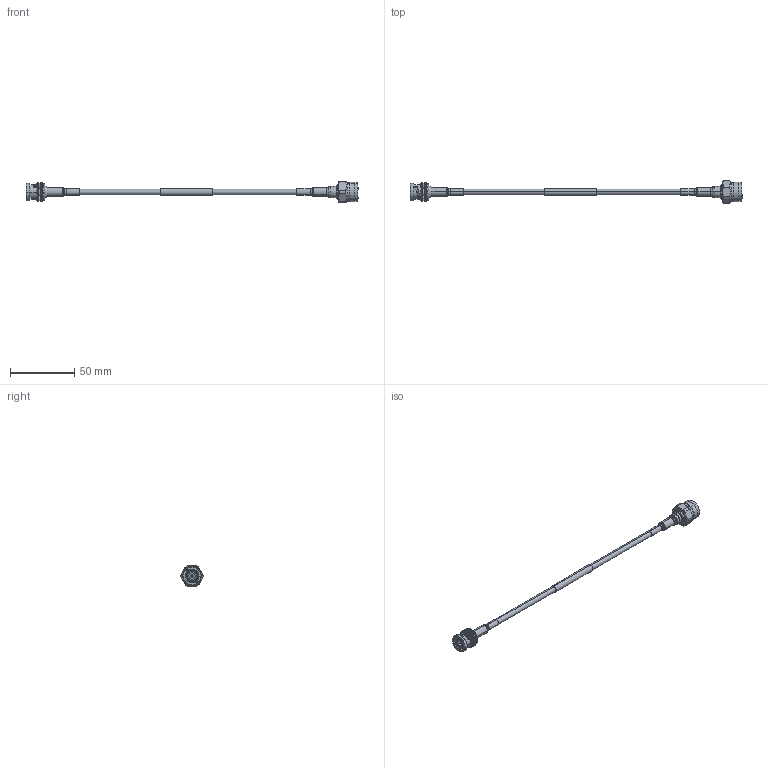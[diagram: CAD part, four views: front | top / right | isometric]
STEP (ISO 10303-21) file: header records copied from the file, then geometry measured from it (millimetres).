
FILE_DESCRIPTION (( 'STEP AP214' ), '1' );
FILE_NAME ('FMCA100036_3D.step', '2024-07-16T16:59:05', ( '' ), ( '' ), 'SwSTEP 2.0', 'SolidWorks 2022', '' );
FILE_SCHEMA (( 'AUTOMOTIVE_DESIGN' ));
Length unit declared in the file: inch
Products named in the file (10): TC-195-TM-X_ferrule; TC-195-TM-X_body; TC-195-TM-X heat shrink^FMCA100036; TC-195-TM-X_c-contact; LMR-195-LLPX^FMCA100036; TC-195-TM-X; TC-195-TM-X_insulator; PE4016^FMCA100036_Assemble; PE4016 heat shrink^FMCA100036; FMCA100036_3D
Assembly tree (9 placements, depth 3):
  FMCA100036_3D
    LMR-195-LLPX^FMCA100036
    PE4016^FMCA100036_Assemble
    TC-195-TM-X
      TC-195-TM-X_body
      TC-195-TM-X_c-contact
      TC-195-TM-X_insulator
      TC-195-TM-X_ferrule
    PE4016 heat shrink^FMCA100036
    TC-195-TM-X heat shrink^FMCA100036
Bounding box: 258.75 x 17.2 x 15.88 mm (x, y, z)
Volume: 8415.3 mm3; surface area: 12090.3 mm2
Topology: 11 solids, 11 shells, 1592 faces, 3487 edges, 1943 vertices
Faces by surface type: bspline 712, cylinder 353, cone 258, plane 253, torus 14, sphere 2
Entity records: 133571 total; most frequent: CARTESIAN_POINT 105599, ORIENTED_EDGE 6970, DIRECTION 3738, EDGE_CURVE 3485, VERTEX_POINT 1943, EDGE_LOOP 1640, AXIS2_PLACEMENT_3D 1610, FACE_OUTER_BOUND 1592
